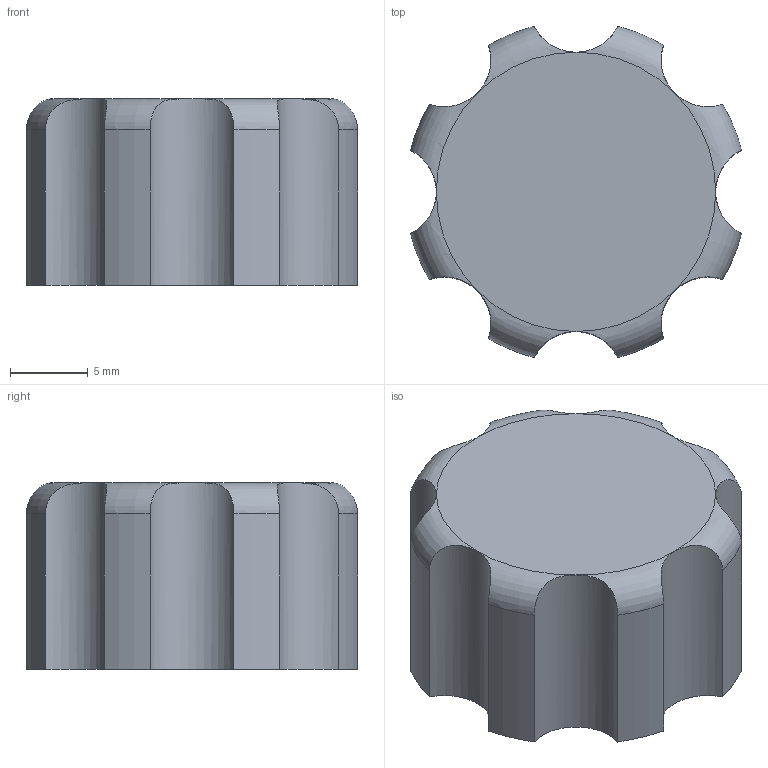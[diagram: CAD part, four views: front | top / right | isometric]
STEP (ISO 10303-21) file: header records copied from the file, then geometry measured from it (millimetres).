
FILE_DESCRIPTION(('FreeCAD Model'),'2;1');
FILE_NAME('knob-LCD-mini-x1.step','2021-06-27T10:55:59' ,('Author'),(''),'Open CASCADE STEP processor 7.3','FreeCAD','Unknown' );
FILE_SCHEMA(('AUTOMOTIVE_DESIGN { 1 0 10303 214 1 1 1 1 }'));
Length unit declared in the file: millimetre
Products named in the file (1): knob
Bounding box: 21.33 x 21.33 x 12 mm (x, y, z)
Volume: 3015.7 mm3; surface area: 2466.8 mm2
Topology: 1 solids, 1 shells, 62 faces, 155 edges, 96 vertices
Faces by surface type: plane 29, cylinder 25, torus 8
Entity records: 5715 total; most frequent: CARTESIAN_POINT 2640, DIRECTION 567, ORIENTED_EDGE 310, PCURVE 310, DEFINITIONAL_REPRESENTATION 310, LINE 223, VECTOR 223, EDGE_CURVE 155
